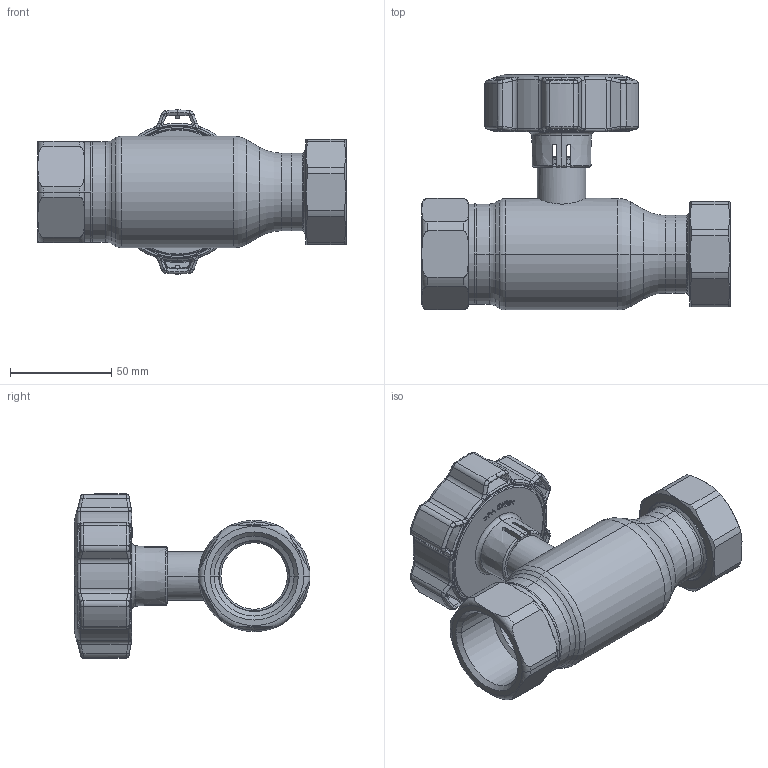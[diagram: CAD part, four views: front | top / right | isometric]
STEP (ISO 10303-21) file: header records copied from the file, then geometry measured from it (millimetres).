
FILE_DESCRIPTION (( 'STEP AP214' ), '1' );
FILE_NAME ('2032002200-0200.step', '2024-01-11T11:26:35', ( '' ), ( '' ), 'SwSTEP 2.0', 'SolidWorks 2021', '' );
FILE_SCHEMA (( 'AUTOMOTIVE_DESIGN' ));
Length unit declared in the file: millimetre
Products named in the file (1): 2032002200-0200
Bounding box: 152.2 x 116.35 x 81 mm (x, y, z)
Surface area: 65111.1 mm2 (no closed solid volume)
Topology: 0 solids, 22 shells, 605 faces, 1742 edges, 1134 vertices
Faces by surface type: bspline 173, cylinder 155, plane 121, cone 89, torus 66, sphere 1
Entity records: 36786 total; most frequent: CARTESIAN_POINT 16115, ORIENTED_EDGE 3083, DIRECTION 2433, EDGE_CURVE 1742, VERTEX_POINT 1134, AXIS2_PLACEMENT_3D 959, B_SPLINE_CURVE_WITH_KNOTS 657, EDGE_LOOP 639
